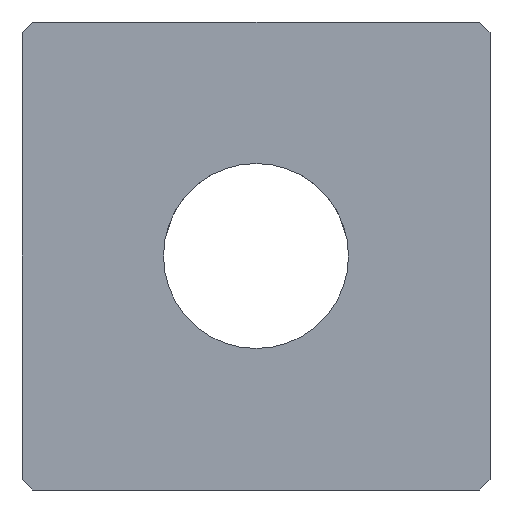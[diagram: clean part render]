
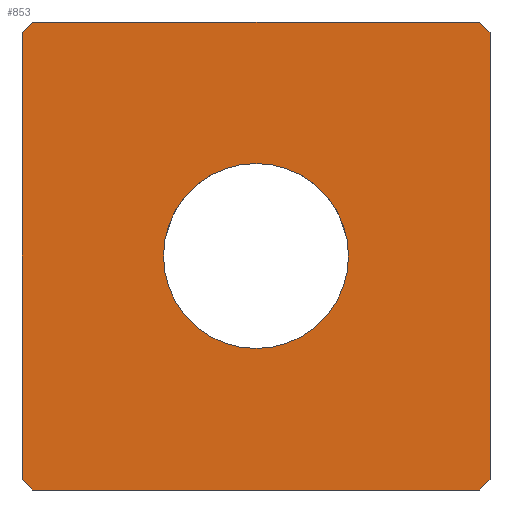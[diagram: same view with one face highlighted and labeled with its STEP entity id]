
A CAD part, left-side view. The second image highlights one B-rep face of the part: STEP entity #853.
In plain terms, the highlighted planar face has unit normal (-1, 0, 0).
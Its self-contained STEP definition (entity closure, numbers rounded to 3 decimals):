
#39=LINE($,#1648,#81);
#40=LINE($,#1650,#82);
#41=LINE($,#1652,#83);
#42=LINE($,#1654,#84);
#43=LINE($,#1656,#85);
#44=LINE($,#1658,#86);
#45=LINE($,#1660,#87);
#46=LINE($,#1661,#88);
#81=VECTOR($,#1144,2.828);
#82=VECTOR($,#1145,82.);
#83=VECTOR($,#1146,2.828);
#84=VECTOR($,#1147,82.);
#85=VECTOR($,#1148,2.828);
#86=VECTOR($,#1149,82.);
#87=VECTOR($,#1150,2.828);
#88=VECTOR($,#1151,82.);
#122=PLANE($,#950);
#188=FACE_BOUND($,#323,.T.);
#223=FACE_OUTER_BOUND($,#322,.T.);
#322=EDGE_LOOP($,(#681,#682,#683,#684,#685,#686,#687,#688));
#323=EDGE_LOOP($,(#689));
#384=CIRCLE($,#951,17.);
#443=VERTEX_POINT($,#1646);
#444=VERTEX_POINT($,#1647);
#445=VERTEX_POINT($,#1649);
#446=VERTEX_POINT($,#1651);
#447=VERTEX_POINT($,#1653);
#448=VERTEX_POINT($,#1655);
#449=VERTEX_POINT($,#1657);
#450=VERTEX_POINT($,#1659);
#451=VERTEX_POINT($,#1662);
#528=EDGE_CURVE($,#443,#444,#39,.T.);
#529=EDGE_CURVE($,#443,#445,#40,.T.);
#530=EDGE_CURVE($,#446,#445,#41,.T.);
#531=EDGE_CURVE($,#446,#447,#42,.T.);
#532=EDGE_CURVE($,#448,#447,#43,.T.);
#533=EDGE_CURVE($,#448,#449,#44,.T.);
#534=EDGE_CURVE($,#450,#449,#45,.T.);
#535=EDGE_CURVE($,#450,#444,#46,.T.);
#536=EDGE_CURVE($,#451,#451,#384,.T.);
#681=ORIENTED_EDGE($,*,*,#528,.F.);
#682=ORIENTED_EDGE($,*,*,#529,.T.);
#683=ORIENTED_EDGE($,*,*,#530,.F.);
#684=ORIENTED_EDGE($,*,*,#531,.T.);
#685=ORIENTED_EDGE($,*,*,#532,.F.);
#686=ORIENTED_EDGE($,*,*,#533,.T.);
#687=ORIENTED_EDGE($,*,*,#534,.F.);
#688=ORIENTED_EDGE($,*,*,#535,.T.);
#689=ORIENTED_EDGE($,*,*,#536,.T.);
#853=ADVANCED_FACE($,(#223,#188),#122,.F.);
#950=AXIS2_PLACEMENT_3D($,#1645,#1142,#1143);
#951=AXIS2_PLACEMENT_3D($,#1663,#1152,#1153);
#1142=DIRECTION('center_axis',(1.,0.,0.));
#1143=DIRECTION('ref_axis',(0.,0.,-1.));
#1144=DIRECTION($,(0.,-0.707,-0.707));
#1145=DIRECTION($,(0.,1.,0.));
#1146=DIRECTION($,(0.,-0.707,0.707));
#1147=DIRECTION($,(0.,0.,-1.));
#1148=DIRECTION($,(0.,0.707,0.707));
#1149=DIRECTION($,(0.,-1.,0.));
#1150=DIRECTION($,(0.,0.707,-0.707));
#1151=DIRECTION($,(0.,0.,1.));
#1152=DIRECTION('center_axis',(1.,0.,0.));
#1153=DIRECTION('ref_axis',(0.,0.,1.));
#1645=CARTESIAN_POINT('Origin',(-82.,0.,0.));
#1646=CARTESIAN_POINT('',(-82.,-41.,43.));
#1647=CARTESIAN_POINT('',(-82.,-43.,41.));
#1648=CARTESIAN_POINT($,(-82.,-42.,42.));
#1649=CARTESIAN_POINT('',(-82.,41.,43.));
#1650=CARTESIAN_POINT($,(-82.,-43.,43.));
#1651=CARTESIAN_POINT('',(-82.,43.,41.));
#1652=CARTESIAN_POINT($,(-82.,42.,42.));
#1653=CARTESIAN_POINT('',(-82.,43.,-41.));
#1654=CARTESIAN_POINT($,(-82.,43.,43.));
#1655=CARTESIAN_POINT('',(-82.,41.,-43.));
#1656=CARTESIAN_POINT($,(-82.,42.,-42.));
#1657=CARTESIAN_POINT('',(-82.,-41.,-43.));
#1658=CARTESIAN_POINT($,(-82.,43.,-43.));
#1659=CARTESIAN_POINT('',(-82.,-43.,-41.));
#1660=CARTESIAN_POINT($,(-82.,-42.,-42.));
#1661=CARTESIAN_POINT($,(-82.,-43.,-43.));
#1662=CARTESIAN_POINT('',(-82.,0.,-17.));
#1663=CARTESIAN_POINT('Origin',(-82.,0.,0.));
